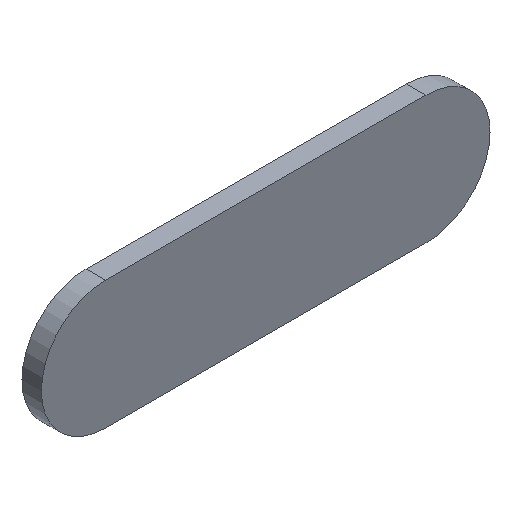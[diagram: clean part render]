
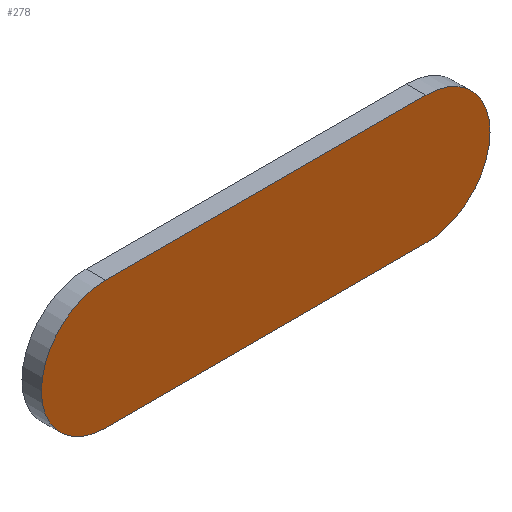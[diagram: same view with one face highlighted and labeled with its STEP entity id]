
A CAD part, isometric view. The second image highlights one B-rep face of the part: STEP entity #278.
In plain terms, the highlighted planar face has unit normal (0, -1, 0).
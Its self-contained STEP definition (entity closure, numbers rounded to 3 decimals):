
#25=CIRCLE('',#310,11.535);
#27=CIRCLE('',#314,11.535);
#72=ORIENTED_EDGE('',*,*,#126,.F.);
#73=ORIENTED_EDGE('',*,*,#135,.F.);
#74=ORIENTED_EDGE('',*,*,#132,.F.);
#75=ORIENTED_EDGE('',*,*,#129,.F.);
#126=EDGE_CURVE('',#158,#159,#182,.T.);
#129=EDGE_CURVE('',#159,#161,#25,.T.);
#132=EDGE_CURVE('',#161,#163,#186,.T.);
#135=EDGE_CURVE('',#163,#158,#27,.T.);
#158=VERTEX_POINT('',#447);
#159=VERTEX_POINT('',#449);
#161=VERTEX_POINT('',#455);
#163=VERTEX_POINT('',#461);
#182=LINE('',#448,#210);
#186=LINE('',#460,#214);
#210=VECTOR('',#363,1000.);
#214=VECTOR('',#375,1000.);
#230=EDGE_LOOP('',(#72,#73,#74,#75));
#248=FACE_BOUND('',#230,.T.);
#262=PLANE('',#315);
#278=ADVANCED_FACE('',(#248),#262,.F.);
#310=AXIS2_PLACEMENT_3D('',#454,#369,#370);
#314=AXIS2_PLACEMENT_3D('',#465,#381,#382);
#315=AXIS2_PLACEMENT_3D('',#466,#383,#384);
#363=DIRECTION('',(-1.,0.,0.));
#369=DIRECTION('',(0.,1.,0.));
#370=DIRECTION('',(0.,0.,1.));
#375=DIRECTION('',(1.,0.,0.));
#381=DIRECTION('',(0.,1.,0.));
#382=DIRECTION('',(0.,0.,1.));
#383=DIRECTION('',(0.,1.,0.));
#384=DIRECTION('',(0.,0.,1.));
#447=CARTESIAN_POINT('',(28.885,-33.596,-11.535));
#448=CARTESIAN_POINT('',(28.635,-33.596,-11.535));
#449=CARTESIAN_POINT('',(-28.885,-33.596,-11.535));
#454=CARTESIAN_POINT('',(-28.885,-33.596,0.));
#455=CARTESIAN_POINT('',(-28.885,-33.596,11.535));
#460=CARTESIAN_POINT('',(-28.635,-33.596,11.535));
#461=CARTESIAN_POINT('',(28.885,-33.596,11.535));
#465=CARTESIAN_POINT('',(28.885,-33.596,0.));
#466=CARTESIAN_POINT('',(-28.635,-33.596,0.));
